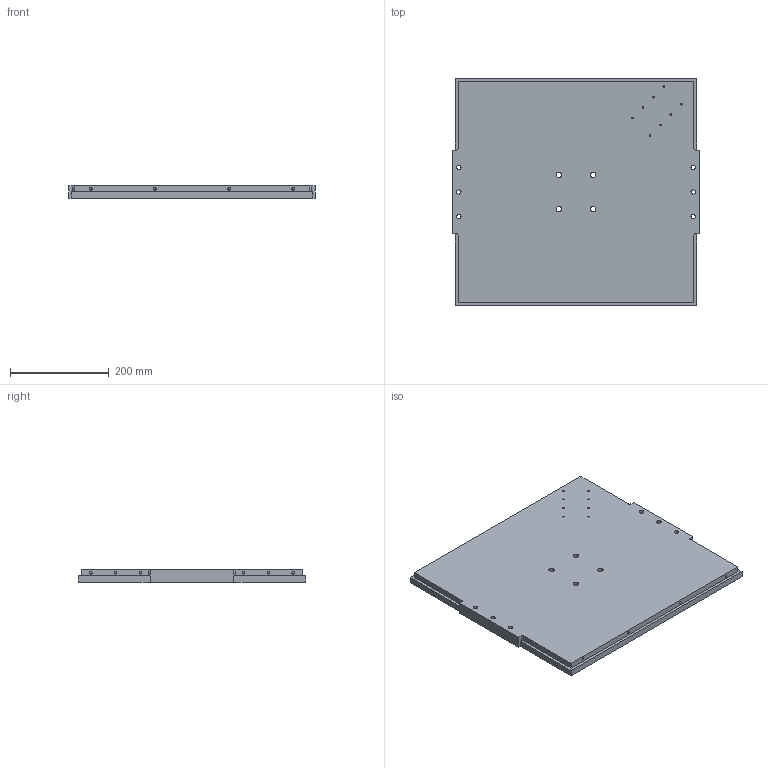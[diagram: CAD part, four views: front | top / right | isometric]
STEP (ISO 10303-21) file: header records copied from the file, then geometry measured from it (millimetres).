
FILE_DESCRIPTION(/* description */ (''),/* implementation_level */ '2;1');
FILE_NAME(/* name */ 'base_plate.step',/* time_stamp */ '2020-09-30T14:41:23+10:00',/* author */ (''),/* organization */ (''),/* preprocessor_version */ 'ST-DEVELOPER v18.1',/* originating_system */ 'Autodesk Translation Framework v9.3.0.1241',/* authorisation */ '');
FILE_SCHEMA (('AUTOMOTIVE_DESIGN { 1 0 10303 214 3 1 1 }'));
Length unit declared in the file: millimetre
Products named in the file (1): base_plate
Bounding box: 500.5 x 462 x 25 mm (x, y, z)
Volume: 5565215.3 mm3; surface area: 519493.8 mm2
Topology: 1 solids, 1 shells, 98 faces, 195 edges, 130 vertices
Faces by surface type: plane 53, cylinder 45
Full cylindrical faces by diameter (mm): 3.529 x8, 5.035 x20, 9 x6, 9.036 x3, 11.035 x4
Entity records: 2649 total; most frequent: DIRECTION 483, CARTESIAN_POINT 424, ORIENTED_EDGE 390, EDGE_CURVE 195, AXIS2_PLACEMENT_3D 189, EDGE_LOOP 149, VERTEX_POINT 130, LINE 105
